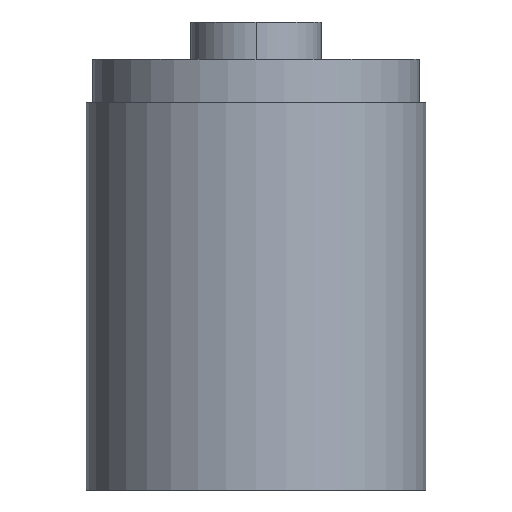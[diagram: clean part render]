
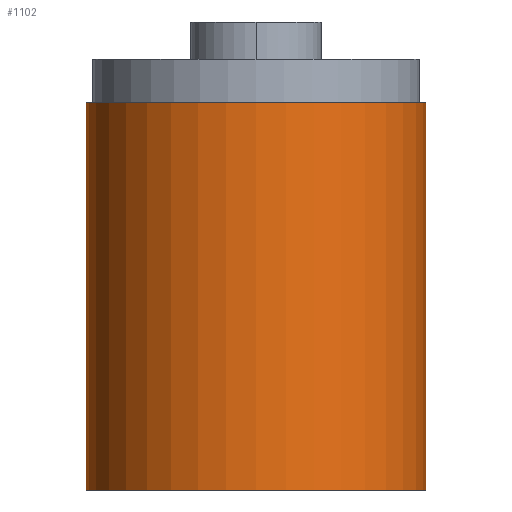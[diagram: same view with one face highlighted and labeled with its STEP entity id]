
A CAD part, front view. The second image highlights one B-rep face of the part: STEP entity #1102.
In plain terms, the highlighted cylindrical face has radius 24.74 mm (diameter 49.479 mm), a partial arc.
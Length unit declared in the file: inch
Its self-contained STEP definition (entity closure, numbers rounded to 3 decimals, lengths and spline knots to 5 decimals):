
#128=CARTESIAN_POINT('',(0.,0.,0.));
#129=DIRECTION('',(0.,0.,1.));
#130=DIRECTION('',(-0.939,0.344,0.));
#131=AXIS2_PLACEMENT_3D('',#128,#129,#130);
#230=DIRECTION('',(0.,0.,1.));
#231=VECTOR('',#230,2.218);
#232=CARTESIAN_POINT('',(0.91469,0.33469,0.));
#233=LINE('',#232,#231);
#237=DIRECTION('',(0.,0.,1.));
#238=VECTOR('',#237,2.218);
#239=CARTESIAN_POINT('',(-0.91469,0.33469,0.));
#240=LINE('',#239,#238);
#265=CARTESIAN_POINT('',(0.,0.,2.218));
#266=DIRECTION('',(0.,0.,1.));
#267=DIRECTION('',(-0.939,0.344,0.));
#268=AXIS2_PLACEMENT_3D('',#265,#266,#267);
#890=CARTESIAN_POINT('',(-0.91469,0.33469,0.));
#891=VERTEX_POINT('',#890);
#892=CARTESIAN_POINT('',(0.91469,0.33469,0.));
#893=VERTEX_POINT('',#892);
#898=CARTESIAN_POINT('',(-0.91469,0.33469,2.218));
#899=VERTEX_POINT('',#898);
#900=CARTESIAN_POINT('',(0.91469,0.33469,2.218));
#901=VERTEX_POINT('',#900);
#1089=CARTESIAN_POINT('',(0.,0.,0.));
#1090=DIRECTION('',(0.,0.,1.));
#1091=DIRECTION('',(1.,0.,0.));
#1092=AXIS2_PLACEMENT_3D('',#1089,#1090,#1091);
#1093=CYLINDRICAL_SURFACE('',#1092,0.974);
#1094=ORIENTED_EDGE('',*,*,#1023,.F.);
#1096=ORIENTED_EDGE('',*,*,#1095,.T.);
#1098=ORIENTED_EDGE('',*,*,#1097,.T.);
#1099=ORIENTED_EDGE('',*,*,#1081,.F.);
#1100=EDGE_LOOP('',(#1094,#1096,#1098,#1099));
#1101=FACE_OUTER_BOUND('',#1100,.F.);
#1102=ADVANCED_FACE('',(#1101),#1093,.T.);
#132=CIRCLE('',#131,0.974);
#269=CIRCLE('',#268,0.974);
#1023=EDGE_CURVE('',#891,#893,#132,.T.);
#1081=EDGE_CURVE('',#893,#901,#233,.T.);
#1095=EDGE_CURVE('',#891,#899,#240,.T.);
#1097=EDGE_CURVE('',#899,#901,#269,.T.);
